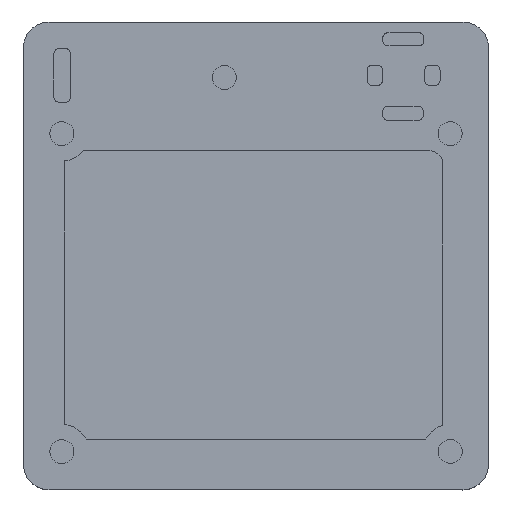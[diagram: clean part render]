
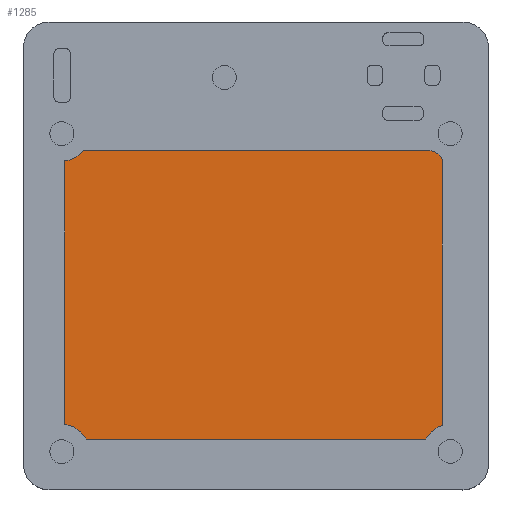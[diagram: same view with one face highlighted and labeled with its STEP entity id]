
A CAD part, top view. The second image highlights one B-rep face of the part: STEP entity #1285.
In plain terms, the highlighted planar face has unit normal (0, 0, 1).
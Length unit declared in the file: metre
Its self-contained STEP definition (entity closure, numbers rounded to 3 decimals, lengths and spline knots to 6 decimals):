
#60=CIRCLE('',#1393,0.005348);
#62=CIRCLE('',#1397,0.005345);
#64=CIRCLE('',#1401,0.002926);
#76=CIRCLE('',#1425,0.005352);
#459=ORIENTED_EDGE('',*,*,#601,.T.);
#460=ORIENTED_EDGE('',*,*,#643,.F.);
#461=ORIENTED_EDGE('',*,*,#620,.T.);
#462=ORIENTED_EDGE('',*,*,#617,.T.);
#463=ORIENTED_EDGE('',*,*,#614,.F.);
#464=ORIENTED_EDGE('',*,*,#611,.F.);
#465=ORIENTED_EDGE('',*,*,#608,.T.);
#466=ORIENTED_EDGE('',*,*,#605,.F.);
#601=EDGE_CURVE('',#741,#742,#853,.T.);
#605=EDGE_CURVE('',#741,#745,#60,.T.);
#608=EDGE_CURVE('',#747,#745,#858,.T.);
#611=EDGE_CURVE('',#747,#749,#62,.T.);
#614=EDGE_CURVE('',#749,#751,#862,.T.);
#617=EDGE_CURVE('',#753,#751,#64,.T.);
#620=EDGE_CURVE('',#755,#753,#866,.T.);
#643=EDGE_CURVE('',#755,#742,#76,.T.);
#741=VERTEX_POINT('',#2110);
#742=VERTEX_POINT('',#2111);
#745=VERTEX_POINT('',#2119);
#747=VERTEX_POINT('',#2125);
#749=VERTEX_POINT('',#2131);
#751=VERTEX_POINT('',#2137);
#753=VERTEX_POINT('',#2143);
#755=VERTEX_POINT('',#2149);
#853=LINE('',#2109,#965);
#858=LINE('',#2124,#970);
#862=LINE('',#2136,#974);
#866=LINE('',#2148,#978);
#965=VECTOR('',#1713,1.);
#970=VECTOR('',#1726,1.);
#974=VECTOR('',#1738,1.);
#978=VECTOR('',#1750,1.);
#1080=EDGE_LOOP('',(#459,#460,#461,#462,#463,#464,#465,#466));
#1170=FACE_BOUND('',#1080,.T.);
#1211=PLANE('',#1438);
#1285=ADVANCED_FACE('',(#1170),#1211,.T.);
#1393=AXIS2_PLACEMENT_3D('',#2118,#1719,#1720);
#1397=AXIS2_PLACEMENT_3D('',#2130,#1731,#1732);
#1401=AXIS2_PLACEMENT_3D('',#2142,#1743,#1744);
#1425=AXIS2_PLACEMENT_3D('',#2194,#1805,#1806);
#1438=AXIS2_PLACEMENT_3D('',#2207,#1831,#1832);
#1713=DIRECTION('',(1.,0.,0.));
#1719=DIRECTION('',(0.,0.,1.));
#1720=DIRECTION('',(1.,0.,0.));
#1726=DIRECTION('',(0.,-1.,0.));
#1731=DIRECTION('',(0.,0.,1.));
#1732=DIRECTION('',(1.,0.,0.));
#1738=DIRECTION('',(1.,0.,0.));
#1743=DIRECTION('',(0.,0.,1.));
#1744=DIRECTION('',(1.,0.,0.));
#1750=DIRECTION('',(0.,1.,0.));
#1805=DIRECTION('',(0.,0.,1.));
#1806=DIRECTION('',(1.,0.,0.));
#1831=DIRECTION('',(0.,0.,1.));
#1832=DIRECTION('',(1.,0.,0.));
#2109=CARTESIAN_POINT('',(-0.000002,-0.035861,0.003));
#2110=CARTESIAN_POINT('',(-0.033241,-0.035861,0.003));
#2111=CARTESIAN_POINT('',(0.033237,-0.035861,0.003));
#2118=CARTESIAN_POINT('',(-0.037998,-0.038306,0.003));
#2119=CARTESIAN_POINT('',(-0.037444,-0.032987,0.003));
#2124=CARTESIAN_POINT('',(-0.037444,-0.007181,0.003));
#2125=CARTESIAN_POINT('',(-0.037444,0.018624,0.003));
#2130=CARTESIAN_POINT('',(-0.037997,0.02394,0.003));
#2131=CARTESIAN_POINT('',(-0.033786,0.02065,0.003));
#2136=CARTESIAN_POINT('',(-0.000002,0.02065,0.003));
#2137=CARTESIAN_POINT('',(0.033781,0.02065,0.003));
#2142=CARTESIAN_POINT('',(0.033781,0.017723,0.003));
#2143=CARTESIAN_POINT('',(0.0365,0.018804,0.003));
#2148=CARTESIAN_POINT('',(0.0365,-0.007161,0.003));
#2149=CARTESIAN_POINT('',(0.0365,-0.033126,0.003));
#2194=CARTESIAN_POINT('',(0.038022,-0.038257,0.003));
#2207=CARTESIAN_POINT('',(-0.030886,0.000134,0.003));
